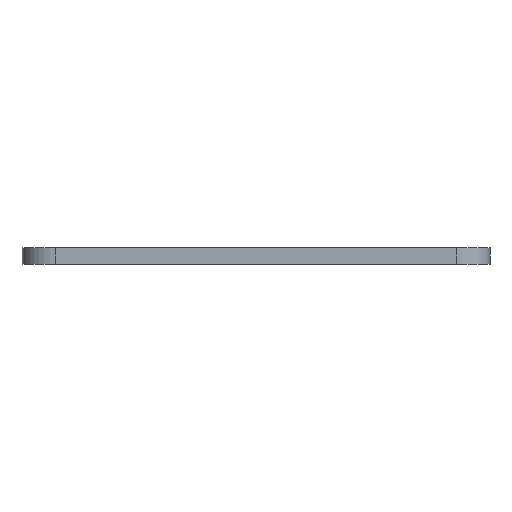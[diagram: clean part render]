
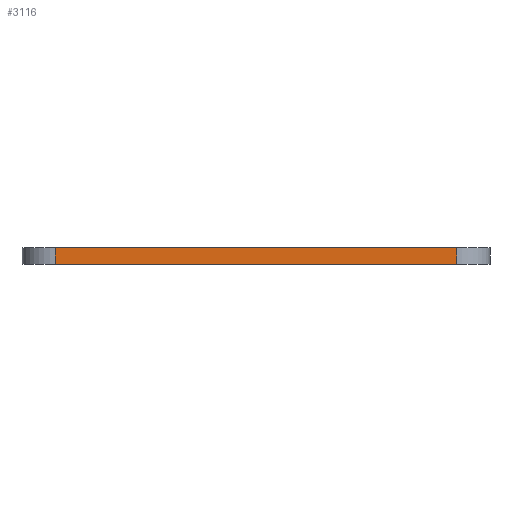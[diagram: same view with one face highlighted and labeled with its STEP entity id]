
A CAD part, front view. The second image highlights one B-rep face of the part: STEP entity #3116.
In plain terms, the highlighted planar face has unit normal (0, -1, 0).
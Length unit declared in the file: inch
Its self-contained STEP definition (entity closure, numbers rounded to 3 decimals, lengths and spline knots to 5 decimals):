
#157 = VECTOR ( 'NONE', #5236, 39.37008 ) ;
#265 = CARTESIAN_POINT ( 'NONE',  ( 1.5, -2.375, 0.125 ) ) ;
#281 = CARTESIAN_POINT ( 'NONE',  ( -1.5, -2.375, 0. ) ) ;
#456 = DIRECTION ( 'NONE',  ( 0., 0., 1. ) ) ;
#555 = DIRECTION ( 'NONE',  ( 1., 0., 0. ) ) ;
#633 = CARTESIAN_POINT ( 'NONE',  ( 1.5, -2.375, 0.125 ) ) ;
#1205 = EDGE_CURVE ( 'NONE', #4180, #2847, #4106, .T. ) ;
#1502 = EDGE_CURVE ( 'NONE', #4180, #3356, #3166, .T. ) ;
#1530 = FACE_OUTER_BOUND ( 'NONE', #5306, .T. ) ;
#2275 = EDGE_CURVE ( 'NONE', #2847, #4643, #2440, .T. ) ;
#2382 = ORIENTED_EDGE ( 'NONE', *, *, #1502, .F. ) ;
#2440 = LINE ( 'NONE', #2741, #3507 ) ;
#2527 = DIRECTION ( 'NONE',  ( 1., 0., 0. ) ) ;
#2641 = AXIS2_PLACEMENT_3D ( 'NONE', #3117, #4950, #456 ) ;
#2741 = CARTESIAN_POINT ( 'NONE',  ( -1.75, -2.375, 0. ) ) ;
#2807 = CARTESIAN_POINT ( 'NONE',  ( 1.5, -2.375, 0. ) ) ;
#2809 = ORIENTED_EDGE ( 'NONE', *, *, #2275, .T. ) ;
#2847 = VERTEX_POINT ( 'NONE', #281 ) ;
#3025 = VECTOR ( 'NONE', #2527, 39.37008 ) ;
#3116 = ADVANCED_FACE ( 'NONE', ( #1530 ), #4891, .F. ) ;
#3117 = CARTESIAN_POINT ( 'NONE',  ( -1.75, -2.375, 0.125 ) ) ;
#3166 = LINE ( 'NONE', #5220, #3025 ) ;
#3227 = DIRECTION ( 'NONE',  ( 0., 0., -1. ) ) ;
#3329 = CARTESIAN_POINT ( 'NONE',  ( -1.5, -2.375, 0.125 ) ) ;
#3356 = VERTEX_POINT ( 'NONE', #633 ) ;
#3507 = VECTOR ( 'NONE', #555, 39.37008 ) ;
#3533 = ORIENTED_EDGE ( 'NONE', *, *, #4818, .T. ) ;
#4106 = LINE ( 'NONE', #4624, #4135 ) ;
#4135 = VECTOR ( 'NONE', #3227, 39.37008 ) ;
#4180 = VERTEX_POINT ( 'NONE', #3329 ) ;
#4345 = ORIENTED_EDGE ( 'NONE', *, *, #1205, .T. ) ;
#4624 = CARTESIAN_POINT ( 'NONE',  ( -1.5, -2.375, 0.125 ) ) ;
#4643 = VERTEX_POINT ( 'NONE', #2807 ) ;
#4818 = EDGE_CURVE ( 'NONE', #4643, #3356, #4919, .T. ) ;
#4891 = PLANE ( 'NONE',  #2641 ) ;
#4919 = LINE ( 'NONE', #265, #157 ) ;
#4950 = DIRECTION ( 'NONE',  ( 0., 1., 0. ) ) ;
#5220 = CARTESIAN_POINT ( 'NONE',  ( -1.75, -2.375, 0.125 ) ) ;
#5236 = DIRECTION ( 'NONE',  ( 0., 0., 1. ) ) ;
#5306 = EDGE_LOOP ( 'NONE', ( #2382, #4345, #2809, #3533 ) ) ;
